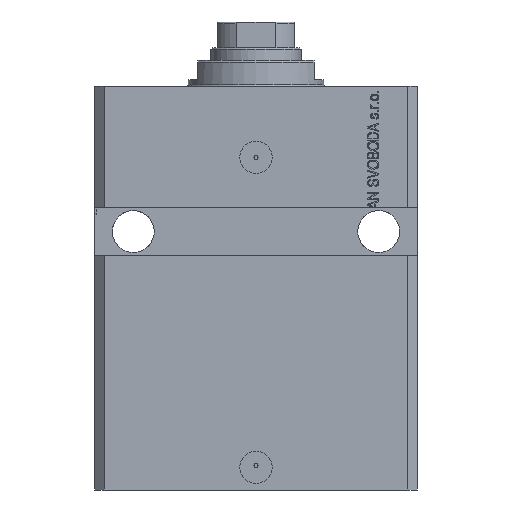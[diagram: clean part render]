
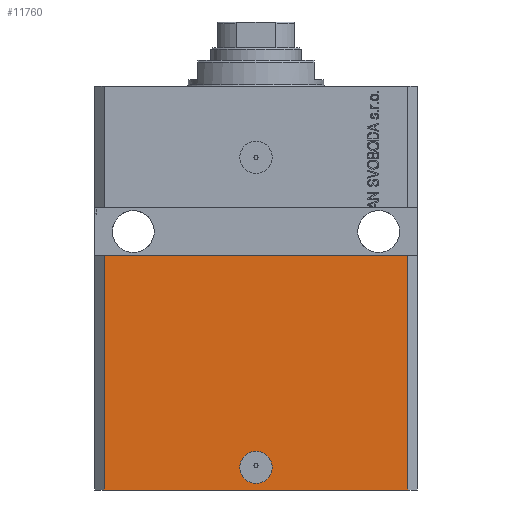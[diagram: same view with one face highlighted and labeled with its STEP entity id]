
A CAD part, front view. The second image highlights one B-rep face of the part: STEP entity #11760.
In plain terms, the highlighted planar face has unit normal (0, -1, 0).
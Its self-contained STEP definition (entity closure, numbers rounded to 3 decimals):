
#1947 = ORIENTED_EDGE ( 'NONE', *, *, #44609, .F. ) ;
#2542 = CARTESIAN_POINT ( 'NONE',  ( 47., -37.5, -125. ) ) ;
#3689 = AXIS2_PLACEMENT_3D ( 'NONE', #6913, #18139, #32986 ) ;
#3832 = VERTEX_POINT ( 'NONE', #45208 ) ;
#6831 = VECTOR ( 'NONE', #22570, 1000. ) ;
#6913 = CARTESIAN_POINT ( 'NONE',  ( 0., -37.5, -118. ) ) ;
#7132 = AXIS2_PLACEMENT_3D ( 'NONE', #43587, #39439, #17046 ) ;
#7330 = EDGE_LOOP ( 'NONE', ( #36225, #32202 ) ) ;
#7952 = LINE ( 'NONE', #15998, #6831 ) ;
#9183 = ORIENTED_EDGE ( 'NONE', *, *, #23484, .F. ) ;
#11760 = ADVANCED_FACE ( 'NONE', ( #16448, #45681 ), #27157, .T. ) ;
#11938 = CARTESIAN_POINT ( 'NONE',  ( 47., -37.5, -52.5 ) ) ;
#14054 = DIRECTION ( 'NONE',  ( 0., 0., 1. ) ) ;
#15998 = CARTESIAN_POINT ( 'NONE',  ( -47., -37.5, -125. ) ) ;
#16448 = FACE_BOUND ( 'NONE', #7330, .T. ) ;
#16691 = DIRECTION ( 'NONE',  ( 1., 0., 0. ) ) ;
#16965 = VECTOR ( 'NONE', #14054, 1000. ) ;
#17046 = DIRECTION ( 'NONE',  ( 1., 0., 0. ) ) ;
#17955 = CARTESIAN_POINT ( 'NONE',  ( -47., -37.5, -125. ) ) ;
#18139 = DIRECTION ( 'NONE',  ( 0., -1., 0. ) ) ;
#18263 = ORIENTED_EDGE ( 'NONE', *, *, #19528, .T. ) ;
#19528 = EDGE_CURVE ( 'NONE', #26167, #19804, #47067, .T. ) ;
#19804 = VERTEX_POINT ( 'NONE', #11938 ) ;
#20513 = DIRECTION ( 'NONE',  ( 0., 0., 1. ) ) ;
#21529 = CARTESIAN_POINT ( 'NONE',  ( -5., -37.5, -118. ) ) ;
#22570 = DIRECTION ( 'NONE',  ( 1., 0., 0. ) ) ;
#23484 = EDGE_CURVE ( 'NONE', #24240, #37431, #25725, .T. ) ;
#23504 = CARTESIAN_POINT ( 'NONE',  ( -47., -37.5, -125. ) ) ;
#23651 = EDGE_CURVE ( 'NONE', #24240, #26167, #7952, .T. ) ;
#24240 = VERTEX_POINT ( 'NONE', #45544 ) ;
#25725 = LINE ( 'NONE', #17955, #16965 ) ;
#26093 = EDGE_LOOP ( 'NONE', ( #1947, #9183, #43300, #18263 ) ) ;
#26167 = VERTEX_POINT ( 'NONE', #2542 ) ;
#26339 = EDGE_CURVE ( 'NONE', #29542, #3832, #29363, .T. ) ;
#27157 = PLANE ( 'NONE',  #30428 ) ;
#29363 = CIRCLE ( 'NONE', #3689, 5. ) ;
#29542 = VERTEX_POINT ( 'NONE', #21529 ) ;
#30428 = AXIS2_PLACEMENT_3D ( 'NONE', #23504, #38359, #16691 ) ;
#32202 = ORIENTED_EDGE ( 'NONE', *, *, #26339, .F. ) ;
#32986 = DIRECTION ( 'NONE',  ( 1., 0., 0. ) ) ;
#33002 = CARTESIAN_POINT ( 'NONE',  ( -50., -37.5, -52.5 ) ) ;
#33598 = CIRCLE ( 'NONE', #7132, 5. ) ;
#34876 = CARTESIAN_POINT ( 'NONE',  ( 47., -37.5, -125. ) ) ;
#35306 = VECTOR ( 'NONE', #47144, 1000. ) ;
#36225 = ORIENTED_EDGE ( 'NONE', *, *, #39821, .F. ) ;
#36262 = VECTOR ( 'NONE', #20513, 1000. ) ;
#37431 = VERTEX_POINT ( 'NONE', #43459 ) ;
#38359 = DIRECTION ( 'NONE',  ( 0., -1., 0. ) ) ;
#39439 = DIRECTION ( 'NONE',  ( 0., -1., 0. ) ) ;
#39821 = EDGE_CURVE ( 'NONE', #3832, #29542, #33598, .T. ) ;
#43246 = LINE ( 'NONE', #33002, #35306 ) ;
#43300 = ORIENTED_EDGE ( 'NONE', *, *, #23651, .T. ) ;
#43459 = CARTESIAN_POINT ( 'NONE',  ( -47., -37.5, -52.5 ) ) ;
#43587 = CARTESIAN_POINT ( 'NONE',  ( 0., -37.5, -118. ) ) ;
#44609 = EDGE_CURVE ( 'NONE', #37431, #19804, #43246, .T. ) ;
#45208 = CARTESIAN_POINT ( 'NONE',  ( 5., -37.5, -118. ) ) ;
#45544 = CARTESIAN_POINT ( 'NONE',  ( -47., -37.5, -125. ) ) ;
#45681 = FACE_OUTER_BOUND ( 'NONE', #26093, .T. ) ;
#47067 = LINE ( 'NONE', #34876, #36262 ) ;
#47144 = DIRECTION ( 'NONE',  ( 1., 0., 0. ) ) ;
